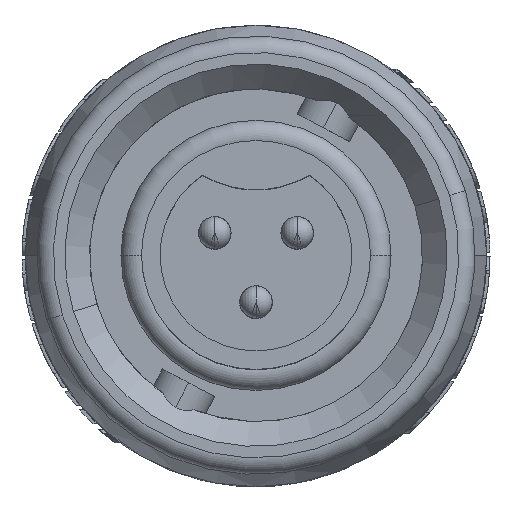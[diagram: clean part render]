
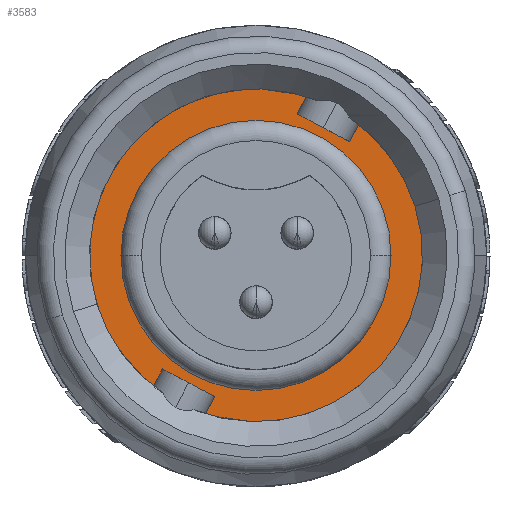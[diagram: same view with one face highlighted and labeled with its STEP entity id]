
A CAD part, top view. The second image highlights one B-rep face of the part: STEP entity #3583.
In plain terms, the highlighted planar face has unit normal (0, 0, 1).
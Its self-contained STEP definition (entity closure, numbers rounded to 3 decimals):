
#106 = DIRECTION ( 'NONE',  ( 0., 0., 1. ) ) ;
#151 = DIRECTION ( 'NONE',  ( 1., 0., 0. ) ) ;
#502 = ORIENTED_EDGE ( 'NONE', *, *, #4297, .F. ) ;
#586 = AXIS2_PLACEMENT_3D ( 'NONE', #13318, #9752, #2987 ) ;
#669 = LINE ( 'NONE', #13461, #4998 ) ;
#935 = CARTESIAN_POINT ( 'NONE',  ( 0., 0., 14.986 ) ) ;
#1443 = AXIS2_PLACEMENT_3D ( 'NONE', #13033, #106, #8562 ) ;
#1457 = EDGE_CURVE ( 'NONE', #9490, #11493, #3769, .T. ) ;
#1746 = ORIENTED_EDGE ( 'NONE', *, *, #2984, .F. ) ;
#2151 = VERTEX_POINT ( 'NONE', #3098 ) ;
#2323 = CARTESIAN_POINT ( 'NONE',  ( 0., 0., 14.986 ) ) ;
#2475 = FACE_BOUND ( 'NONE', #12824, .T. ) ;
#2668 = CARTESIAN_POINT ( 'NONE',  ( 0., 0., 14.986 ) ) ;
#2860 = AXIS2_PLACEMENT_3D ( 'NONE', #5896, #8242, #151 ) ;
#2896 = AXIS2_PLACEMENT_3D ( 'NONE', #4158, #3604, #5671 ) ;
#2984 = EDGE_CURVE ( 'NONE', #7780, #9490, #7117, .T. ) ;
#2987 = DIRECTION ( 'NONE',  ( 1., 0., 0. ) ) ;
#3029 = CARTESIAN_POINT ( 'NONE',  ( 1.31, 4.961, 14.986 ) ) ;
#3092 = DIRECTION ( 'NONE',  ( 0., 0., -1. ) ) ;
#3098 = CARTESIAN_POINT ( 'NONE',  ( 3.385, 3.923, 14.986 ) ) ;
#3198 = LINE ( 'NONE', #6721, #7748 ) ;
#3447 = CARTESIAN_POINT ( 'NONE',  ( 1.335, 5.007, 14.986 ) ) ;
#3583 = ADVANCED_FACE ( 'NONE', ( #2475, #14110 ), #5842, .T. ) ;
#3604 = DIRECTION ( 'NONE',  ( 0., 0., -1. ) ) ;
#3714 = DIRECTION ( 'NONE',  ( 1., 0., 0. ) ) ;
#3769 = LINE ( 'NONE', #12042, #9487 ) ;
#3923 = AXIS2_PLACEMENT_3D ( 'NONE', #2668, #10532, #11748 ) ;
#4053 = EDGE_CURVE ( 'NONE', #11493, #2151, #11795, .T. ) ;
#4088 = VERTEX_POINT ( 'NONE', #7416 ) ;
#4158 = CARTESIAN_POINT ( 'NONE',  ( 0., 0., 14.986 ) ) ;
#4297 = EDGE_CURVE ( 'NONE', #11224, #12975, #669, .T. ) ;
#4998 = VECTOR ( 'NONE', #14690, 1000. ) ;
#5671 = DIRECTION ( 'NONE',  ( 1., 0., 0. ) ) ;
#5842 = PLANE ( 'NONE',  #12757 ) ;
#5867 = EDGE_CURVE ( 'NONE', #10778, #11224, #11197, .T. ) ;
#5896 = CARTESIAN_POINT ( 'NONE',  ( 0., 0., 14.986 ) ) ;
#5995 = ORIENTED_EDGE ( 'NONE', *, *, #4053, .F. ) ;
#6047 = ORIENTED_EDGE ( 'NONE', *, *, #7353, .F. ) ;
#6190 = CARTESIAN_POINT ( 'NONE',  ( -3.361, -3.877, 14.986 ) ) ;
#6413 = DIRECTION ( 'NONE',  ( 0.467, 0.884, 0. ) ) ;
#6630 = AXIS2_PLACEMENT_3D ( 'NONE', #935, #3092, #10168 ) ;
#6721 = CARTESIAN_POINT ( 'NONE',  ( 1.376, 5.084, 14.986 ) ) ;
#7117 = CIRCLE ( 'NONE', #6630, 5.131 ) ;
#7211 = CARTESIAN_POINT ( 'NONE',  ( -1.335, -5.007, 14.986 ) ) ;
#7316 = ORIENTED_EDGE ( 'NONE', *, *, #11547, .F. ) ;
#7353 = EDGE_CURVE ( 'NONE', #4088, #12752, #8053, .T. ) ;
#7416 = CARTESIAN_POINT ( 'NONE',  ( 3.531, 0., 14.986 ) ) ;
#7465 = VERTEX_POINT ( 'NONE', #7654 ) ;
#7490 = DIRECTION ( 'NONE',  ( 0.467, 0.884, 0. ) ) ;
#7606 = ORIENTED_EDGE ( 'NONE', *, *, #12467, .F. ) ;
#7654 = CARTESIAN_POINT ( 'NONE',  ( 3.361, 3.877, 14.986 ) ) ;
#7748 = VECTOR ( 'NONE', #6413, 1000. ) ;
#7765 = EDGE_CURVE ( 'NONE', #2151, #7465, #9153, .T. ) ;
#7780 = VERTEX_POINT ( 'NONE', #6190 ) ;
#7820 = EDGE_CURVE ( 'NONE', #12752, #4088, #9028, .T. ) ;
#8053 = CIRCLE ( 'NONE', #1443, 3.531 ) ;
#8242 = DIRECTION ( 'NONE',  ( 0., 0., -1. ) ) ;
#8430 = EDGE_LOOP ( 'NONE', ( #502, #9864, #13897, #11648, #5995, #12971, #1746, #7606, #7316 ) ) ;
#8488 = CARTESIAN_POINT ( 'NONE',  ( -1.31, -4.961, 14.986 ) ) ;
#8562 = DIRECTION ( 'NONE',  ( 1., 0., 0. ) ) ;
#8738 = CIRCLE ( 'NONE', #2896, 5.131 ) ;
#9028 = CIRCLE ( 'NONE', #3923, 3.531 ) ;
#9153 = LINE ( 'NONE', #11589, #12899 ) ;
#9487 = VECTOR ( 'NONE', #7490, 1000. ) ;
#9490 = VERTEX_POINT ( 'NONE', #3029 ) ;
#9632 = DIRECTION ( 'NONE',  ( 1., 0., 0. ) ) ;
#9752 = DIRECTION ( 'NONE',  ( 0., 0., -1. ) ) ;
#9864 = ORIENTED_EDGE ( 'NONE', *, *, #5867, .F. ) ;
#10168 = DIRECTION ( 'NONE',  ( 1., 0., 0. ) ) ;
#10450 = DIRECTION ( 'NONE',  ( -0.467, -0.884, 0. ) ) ;
#10532 = DIRECTION ( 'NONE',  ( 0., 0., 1. ) ) ;
#10561 = DIRECTION ( 'NONE',  ( 0., 0., -1. ) ) ;
#10646 = CARTESIAN_POINT ( 'NONE',  ( 4.903, 1.512, 14.986 ) ) ;
#10707 = CARTESIAN_POINT ( 'NONE',  ( 0., 0., 14.986 ) ) ;
#10778 = VERTEX_POINT ( 'NONE', #10646 ) ;
#11190 = VERTEX_POINT ( 'NONE', #12891 ) ;
#11197 = CIRCLE ( 'NONE', #13601, 5.131 ) ;
#11224 = VERTEX_POINT ( 'NONE', #8488 ) ;
#11493 = VERTEX_POINT ( 'NONE', #3447 ) ;
#11547 = EDGE_CURVE ( 'NONE', #12975, #11190, #12117, .T. ) ;
#11589 = CARTESIAN_POINT ( 'NONE',  ( 3.426, 4., 14.986 ) ) ;
#11648 = ORIENTED_EDGE ( 'NONE', *, *, #7765, .F. ) ;
#11693 = DIRECTION ( 'NONE',  ( 0., 0., 1. ) ) ;
#11748 = DIRECTION ( 'NONE',  ( 1., 0., 0. ) ) ;
#11795 = CIRCLE ( 'NONE', #586, 5.182 ) ;
#12010 = CARTESIAN_POINT ( 'NONE',  ( -3.531, 0., 14.986 ) ) ;
#12042 = CARTESIAN_POINT ( 'NONE',  ( 1.376, 5.084, 14.986 ) ) ;
#12117 = CIRCLE ( 'NONE', #2860, 5.182 ) ;
#12467 = EDGE_CURVE ( 'NONE', #11190, #7780, #3198, .T. ) ;
#12752 = VERTEX_POINT ( 'NONE', #12010 ) ;
#12757 = AXIS2_PLACEMENT_3D ( 'NONE', #2323, #11693, #3714 ) ;
#12824 = EDGE_LOOP ( 'NONE', ( #13763, #6047 ) ) ;
#12891 = CARTESIAN_POINT ( 'NONE',  ( -3.385, -3.923, 14.986 ) ) ;
#12899 = VECTOR ( 'NONE', #10450, 1000. ) ;
#12971 = ORIENTED_EDGE ( 'NONE', *, *, #1457, .F. ) ;
#12975 = VERTEX_POINT ( 'NONE', #7211 ) ;
#13033 = CARTESIAN_POINT ( 'NONE',  ( 0., 0., 14.986 ) ) ;
#13193 = EDGE_CURVE ( 'NONE', #7465, #10778, #8738, .T. ) ;
#13318 = CARTESIAN_POINT ( 'NONE',  ( 0., 0., 14.986 ) ) ;
#13461 = CARTESIAN_POINT ( 'NONE',  ( 3.426, 4., 14.986 ) ) ;
#13601 = AXIS2_PLACEMENT_3D ( 'NONE', #10707, #10561, #9632 ) ;
#13763 = ORIENTED_EDGE ( 'NONE', *, *, #7820, .F. ) ;
#13897 = ORIENTED_EDGE ( 'NONE', *, *, #13193, .F. ) ;
#14110 = FACE_OUTER_BOUND ( 'NONE', #8430, .T. ) ;
#14690 = DIRECTION ( 'NONE',  ( -0.467, -0.884, 0. ) ) ;
